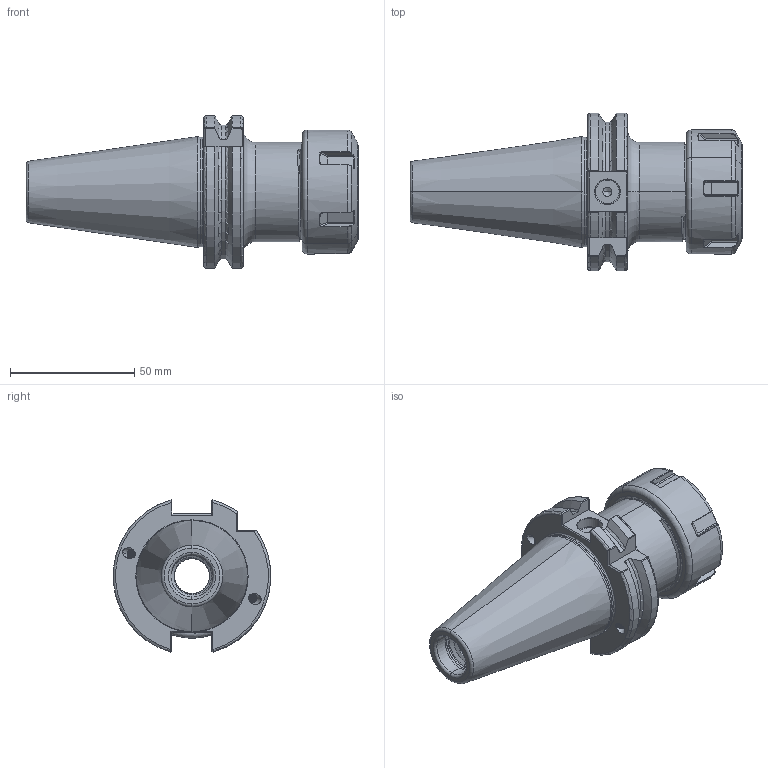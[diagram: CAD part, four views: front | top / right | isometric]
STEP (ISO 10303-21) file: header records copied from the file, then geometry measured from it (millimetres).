
FILE_DESCRIPTION (( 'STEP AP203' ), '1' );
FILE_NAME ('403.02.20.STEP', '2016-07-16T05:16:56', ( '' ), ( '' ), 'SwSTEP 2.0', 'SolidWorks 2012', '' );
FILE_SCHEMA (( 'CONFIG_CONTROL_DESIGN' ));
Length unit declared in the file: millimetre
Products named in the file (3): 2-01.100.0320230C7_ER32螺帽(六溝); 403.02.20
Assembly tree (2 placements, depth 2):
  403.02.20
    403.02.20
    2-01.100.0320230C7_ER32螺帽(六溝)
Bounding box: 133.68 x 63.34 x 61.24 mm (x, y, z)
Volume: 139594.5 mm3; surface area: 42059.7 mm2
Topology: 2 solids, 2 shells, 465 faces, 1205 edges, 738 vertices
Faces by surface type: cylinder 185, plane 92, bspline 91, torus 59, cone 38
Entity records: 30373 total; most frequent: CARTESIAN_POINT 20485, ORIENTED_EDGE 2390, DIRECTION 1520, EDGE_CURVE 1195, VERTEX_POINT 738, AXIS2_PLACEMENT_3D 588, EDGE_LOOP 477, ADVANCED_FACE 465
